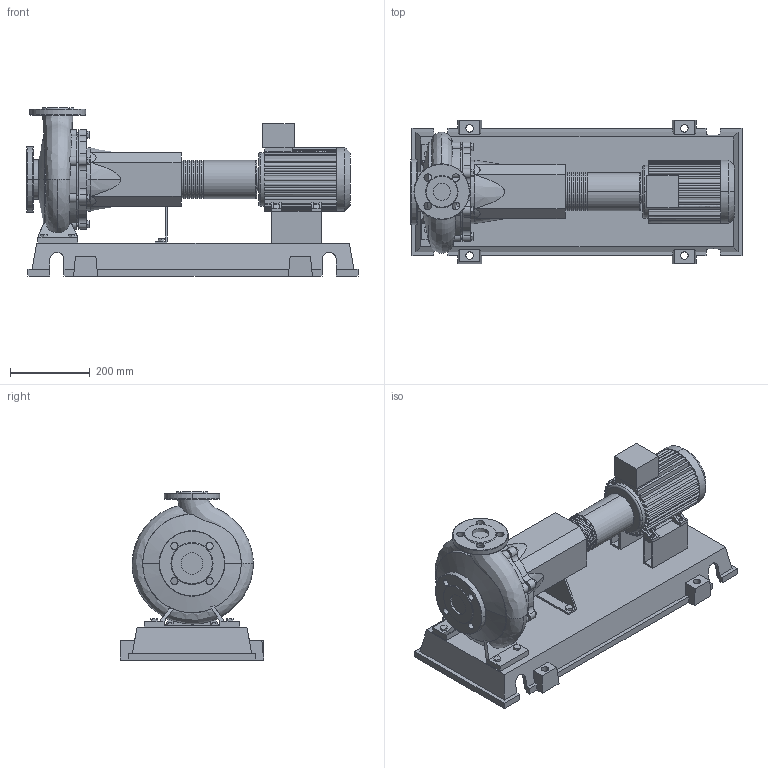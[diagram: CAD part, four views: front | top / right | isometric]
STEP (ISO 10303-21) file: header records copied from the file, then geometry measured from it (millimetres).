
FILE_DESCRIPTION((''),'2;1');
FILE_NAME('3d_NL32_200B-0.75-4-12-4110564.stp','2015-03-02T14:57:53',(''),(''),'Mechanical Desktop 2009','Mechanical Desktop 2009',', , ');
FILE_SCHEMA(('CONFIG_CONTROL_DESIGN'));
Length unit declared in the file: millimetre
Products named in the file (1): Product
Bounding box: 835 x 360 x 423 mm (x, y, z)
Volume: 21945525.3 mm3; surface area: 1960949.4 mm2
Topology: 13 solids, 13 shells, 836 faces, 2241 edges, 1477 vertices
Faces by surface type: plane 431, cylinder 196, bspline 189, cone 10, torus 10
Entity records: 30134 total; most frequent: CARTESIAN_POINT 9295, ORIENTED_EDGE 4484, DIRECTION 4049, EDGE_CURVE 2242, VERTEX_POINT 1476, VECTOR 1471, LINE 1471, AXIS2_PLACEMENT_3D 1289
